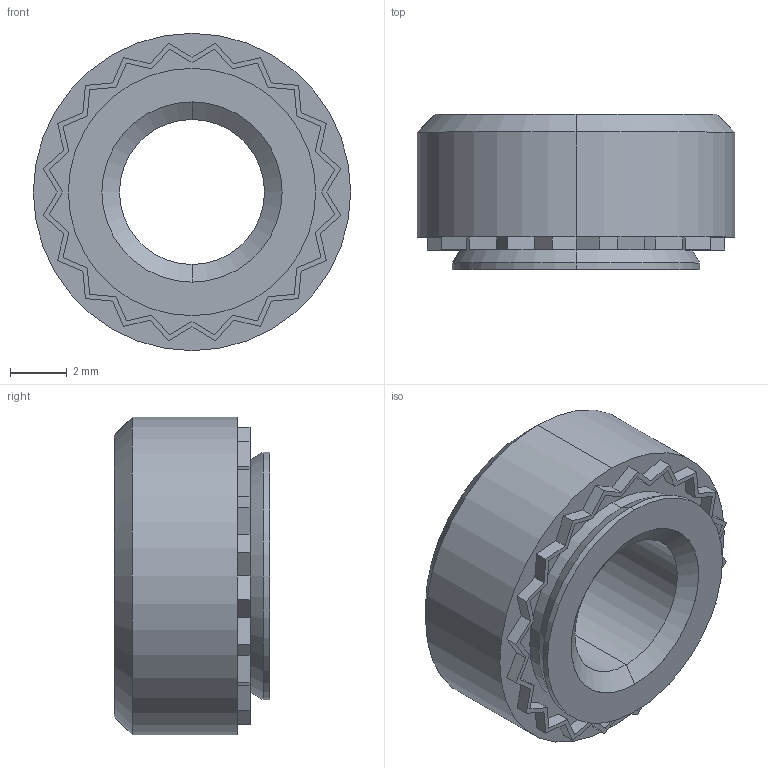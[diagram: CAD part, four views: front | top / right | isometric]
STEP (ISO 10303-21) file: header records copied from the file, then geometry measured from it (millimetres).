
FILE_DESCRIPTION (( 'STEP AP203' ), '1' );
FILE_NAME ('self-clinching nut_pmi_PreviewCfg_sldprt.STEP', '2016-06-02T17:09:43', ( 'Shusen Zhang' ), ( 'MathWorks' ), 'SwSTEP 2.0', 'SolidWorks 2015', '' );
FILE_SCHEMA (( 'CONFIG_CONTROL_DESIGN' ));
Length unit declared in the file: inch
Products named in the file (1): self-clinching nut_pmi_PreviewCfg_sldprt
Bounding box: 11.18 x 5.46 x 11.18 mm (x, y, z)
Volume: 366.7 mm3; surface area: 445.8 mm2
Topology: 1 solids, 1 shells, 103 faces, 282 edges, 184 vertices
Faces by surface type: plane 85, cylinder 10, cone 8
Entity records: 3287 total; most frequent: CARTESIAN_POINT 570, ORIENTED_EDGE 564, DIRECTION 514, EDGE_CURVE 282, LINE 258, VECTOR 258, VERTEX_POINT 184, AXIS2_PLACEMENT_3D 128
